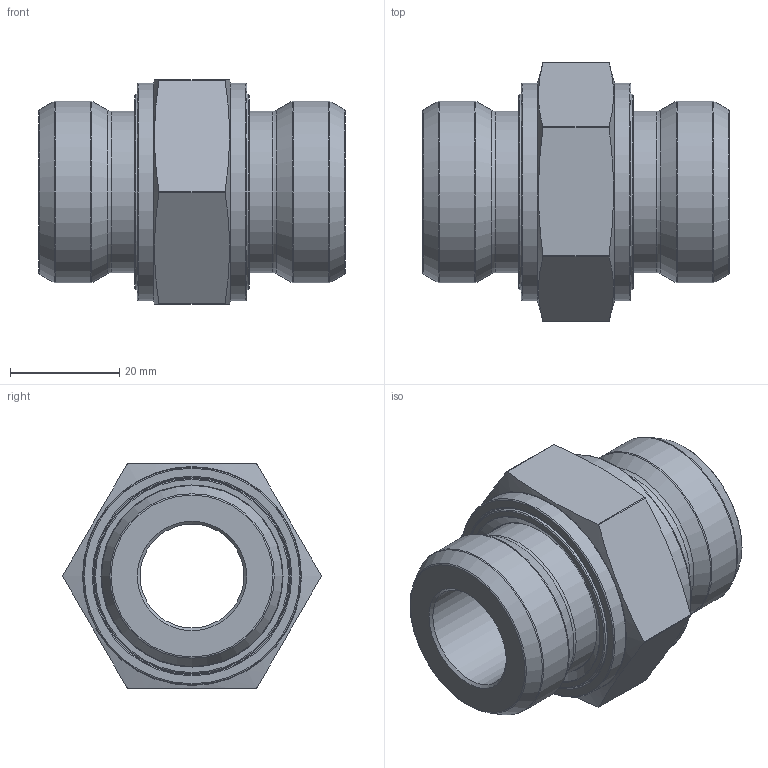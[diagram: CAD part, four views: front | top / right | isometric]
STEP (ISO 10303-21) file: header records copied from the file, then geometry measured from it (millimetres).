
FILE_DESCRIPTION(/* description */ (''),/* implementation_level */ '2;1');
FILE_NAME(/* name */ 'DU25.stp',/* time_stamp */ '2021-01-28T12:12:37+01:00',/* author */ (''),/* organization */ (''),/* preprocessor_version */ 'ST-DEVELOPER v16',/* originating_system */ 'SIEMENS PLM Software NX 10.0',/* authorisation */ '');
FILE_SCHEMA (('AP203_CONFIGURATION_CONTROLLED_3D_DESIGN_OF_MECHANICAL_PARTS_AND_ASSEMBLIES_MIM_LF { 1 0 10303 403 2 1 2}'));
Length unit declared in the file: millimetre
Products named in the file (1): nwer25089A16mspe
Bounding box: 56 x 47.28 x 41 mm (x, y, z)
Volume: 40089.5 mm3; surface area: 14541.9 mm2
Topology: 3 solids, 3 shells, 67 faces, 148 edges, 93 vertices
Faces by surface type: torus 20, cylinder 19, plane 18, cone 10
Full cylindrical faces by diameter (mm): 19 x1, 29.5 x2, 29.7 x2, 33.24 x2, 35.7 x2, 36.045 x2, 39.8 x2
Entity records: 1738 total; most frequent: CARTESIAN_POINT 432, DIRECTION 256, ORIENTED_EDGE 180, EDGE_LOOP 122, AXIS2_PLACEMENT_3D 122, FACE_BOUND 110, EDGE_CURVE 90, VERTEX_POINT 78
